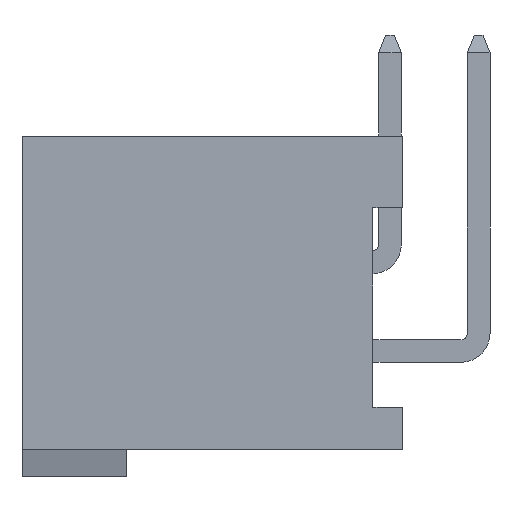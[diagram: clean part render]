
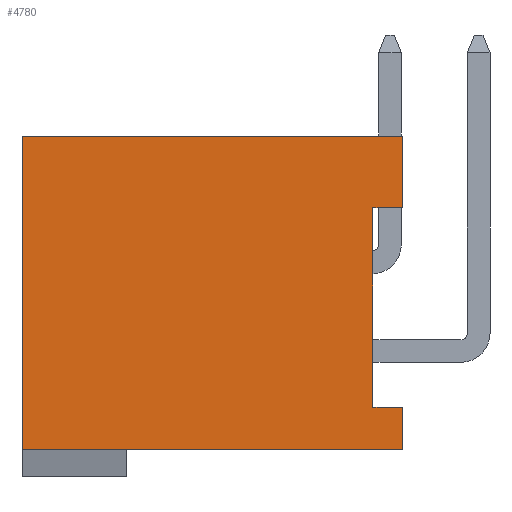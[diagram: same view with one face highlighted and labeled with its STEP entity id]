
A CAD part, left-side view. The second image highlights one B-rep face of the part: STEP entity #4780.
In plain terms, the highlighted planar face has unit normal (-1, 0, 0).
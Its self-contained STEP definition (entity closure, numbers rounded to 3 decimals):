
#100 = PLANE('',#101);
#101 = AXIS2_PLACEMENT_3D('',#102,#103,#104);
#102 = CARTESIAN_POINT('',(8.79,5.45,-4.875));
#103 = DIRECTION('',(0.,1.,0.));
#104 = DIRECTION('',(-1.,0.,0.));
#181 = PLANE('',#182);
#182 = AXIS2_PLACEMENT_3D('',#183,#184,#185);
#183 = CARTESIAN_POINT('',(-8.79,5.45,-4.1));
#184 = DIRECTION('',(0.,0.,1.));
#185 = DIRECTION('',(1.,0.,-0.));
#374 = VERTEX_POINT('',#375);
#375 = CARTESIAN_POINT('',(-8.79,5.45,-4.1));
#821 = VERTEX_POINT('',#822);
#822 = CARTESIAN_POINT('',(-8.79,5.45,4.875));
#836 = PLANE('',#837);
#837 = AXIS2_PLACEMENT_3D('',#838,#839,#840);
#838 = CARTESIAN_POINT('',(0.,0.,4.875));
#839 = DIRECTION('',(0.,0.,1.));
#840 = DIRECTION('',(1.,0.,-0.));
#848 = EDGE_CURVE('',#374,#821,#849,.T.);
#849 = SURFACE_CURVE('',#850,(#854,#861),.PCURVE_S1.);
#850 = LINE('',#851,#852);
#851 = CARTESIAN_POINT('',(-8.79,5.45,-4.1));
#852 = VECTOR('',#853,1.);
#853 = DIRECTION('',(0.,0.,1.));
#854 = PCURVE('',#100,#855);
#855 = DEFINITIONAL_REPRESENTATION('',(#856),#860);
#856 = LINE('',#857,#858);
#857 = CARTESIAN_POINT('',(17.58,0.775));
#858 = VECTOR('',#859,1.);
#859 = DIRECTION('',(0.,1.));
#860 = ( GEOMETRIC_REPRESENTATION_CONTEXT(2) 
PARAMETRIC_REPRESENTATION_CONTEXT() REPRESENTATION_CONTEXT('2D SPACE',''
  ) );
#861 = PCURVE('',#862,#867);
#862 = PLANE('',#863);
#863 = AXIS2_PLACEMENT_3D('',#864,#865,#866);
#864 = CARTESIAN_POINT('',(-8.79,5.45,-4.875));
#865 = DIRECTION('',(-1.,0.,0.));
#866 = DIRECTION('',(0.,-1.,0.));
#867 = DEFINITIONAL_REPRESENTATION('',(#868),#872);
#868 = LINE('',#869,#870);
#869 = CARTESIAN_POINT('',(0.,0.775));
#870 = VECTOR('',#871,1.);
#871 = DIRECTION('',(0.,1.));
#872 = ( GEOMETRIC_REPRESENTATION_CONTEXT(2) 
PARAMETRIC_REPRESENTATION_CONTEXT() REPRESENTATION_CONTEXT('2D SPACE',''
  ) );
#1577 = EDGE_CURVE('',#374,#1578,#1580,.T.);
#1578 = VERTEX_POINT('',#1579);
#1579 = CARTESIAN_POINT('',(-8.79,-5.45,-4.1));
#1580 = SURFACE_CURVE('',#1581,(#1585,#1592),.PCURVE_S1.);
#1581 = LINE('',#1582,#1583);
#1582 = CARTESIAN_POINT('',(-8.79,5.45,-4.1));
#1583 = VECTOR('',#1584,1.);
#1584 = DIRECTION('',(0.,-1.,0.));
#1585 = PCURVE('',#181,#1586);
#1586 = DEFINITIONAL_REPRESENTATION('',(#1587),#1591);
#1587 = LINE('',#1588,#1589);
#1588 = CARTESIAN_POINT('',(0.,0.));
#1589 = VECTOR('',#1590,1.);
#1590 = DIRECTION('',(0.,-1.));
#1591 = ( GEOMETRIC_REPRESENTATION_CONTEXT(2) 
PARAMETRIC_REPRESENTATION_CONTEXT() REPRESENTATION_CONTEXT('2D SPACE',''
  ) );
#1592 = PCURVE('',#862,#1593);
#1593 = DEFINITIONAL_REPRESENTATION('',(#1594),#1598);
#1594 = LINE('',#1595,#1596);
#1595 = CARTESIAN_POINT('',(0.,0.775));
#1596 = VECTOR('',#1597,1.);
#1597 = DIRECTION('',(1.,0.));
#1598 = ( GEOMETRIC_REPRESENTATION_CONTEXT(2) 
PARAMETRIC_REPRESENTATION_CONTEXT() REPRESENTATION_CONTEXT('2D SPACE',''
  ) );
#1616 = PLANE('',#1617);
#1617 = AXIS2_PLACEMENT_3D('',#1618,#1619,#1620);
#1618 = CARTESIAN_POINT('',(-8.79,-5.45,-4.875));
#1619 = DIRECTION('',(0.,-1.,0.));
#1620 = DIRECTION('',(1.,0.,0.));
#1856 = PLANE('',#1857);
#1857 = AXIS2_PLACEMENT_3D('',#1858,#1859,#1860);
#1858 = CARTESIAN_POINT('',(7.89,-4.6,4.875));
#1859 = DIRECTION('',(0.,1.,0.));
#1860 = DIRECTION('',(-1.,0.,0.));
#1884 = PLANE('',#1885);
#1885 = AXIS2_PLACEMENT_3D('',#1886,#1887,#1888);
#1886 = CARTESIAN_POINT('',(8.79,-4.6,2.825));
#1887 = DIRECTION('',(0.,0.,1.));
#1888 = DIRECTION('',(0.,-1.,0.));
#1912 = PLANE('',#1913);
#1913 = AXIS2_PLACEMENT_3D('',#1914,#1915,#1916);
#1914 = CARTESIAN_POINT('',(-8.79,-5.45,-4.875));
#1915 = DIRECTION('',(0.,-1.,0.));
#1916 = DIRECTION('',(1.,0.,0.));
#1989 = PLANE('',#1990);
#1990 = AXIS2_PLACEMENT_3D('',#1991,#1992,#1993);
#1991 = CARTESIAN_POINT('',(8.79,-5.45,-2.875));
#1992 = DIRECTION('',(0.,0.,-1.));
#1993 = DIRECTION('',(0.,1.,0.));
#2856 = VERTEX_POINT('',#2857);
#2857 = CARTESIAN_POINT('',(-8.79,-4.6,2.825));
#2878 = EDGE_CURVE('',#2879,#2856,#2881,.T.);
#2879 = VERTEX_POINT('',#2880);
#2880 = CARTESIAN_POINT('',(-8.79,-5.45,2.825));
#2881 = SURFACE_CURVE('',#2882,(#2886,#2893),.PCURVE_S1.);
#2882 = LINE('',#2883,#2884);
#2883 = CARTESIAN_POINT('',(-8.79,-5.45,2.825));
#2884 = VECTOR('',#2885,1.);
#2885 = DIRECTION('',(0.,1.,0.));
#2886 = PCURVE('',#1884,#2887);
#2887 = DEFINITIONAL_REPRESENTATION('',(#2888),#2892);
#2888 = LINE('',#2889,#2890);
#2889 = CARTESIAN_POINT('',(0.85,-17.58));
#2890 = VECTOR('',#2891,1.);
#2891 = DIRECTION('',(-1.,0.));
#2892 = ( GEOMETRIC_REPRESENTATION_CONTEXT(2) 
PARAMETRIC_REPRESENTATION_CONTEXT() REPRESENTATION_CONTEXT('2D SPACE',''
  ) );
#2893 = PCURVE('',#862,#2894);
#2894 = DEFINITIONAL_REPRESENTATION('',(#2895),#2899);
#2895 = LINE('',#2896,#2897);
#2896 = CARTESIAN_POINT('',(10.9,7.7));
#2897 = VECTOR('',#2898,1.);
#2898 = DIRECTION('',(-1.,0.));
#2899 = ( GEOMETRIC_REPRESENTATION_CONTEXT(2) 
PARAMETRIC_REPRESENTATION_CONTEXT() REPRESENTATION_CONTEXT('2D SPACE',''
  ) );
#3087 = VERTEX_POINT('',#3088);
#3088 = CARTESIAN_POINT('',(-8.79,-4.6,-2.875));
#3109 = EDGE_CURVE('',#3087,#2856,#3110,.T.);
#3110 = SURFACE_CURVE('',#3111,(#3115,#3122),.PCURVE_S1.);
#3111 = LINE('',#3112,#3113);
#3112 = CARTESIAN_POINT('',(-8.79,-4.6,-2.875));
#3113 = VECTOR('',#3114,1.);
#3114 = DIRECTION('',(0.,0.,1.));
#3115 = PCURVE('',#1856,#3116);
#3116 = DEFINITIONAL_REPRESENTATION('',(#3117),#3121);
#3117 = LINE('',#3118,#3119);
#3118 = CARTESIAN_POINT('',(16.68,-7.75));
#3119 = VECTOR('',#3120,1.);
#3120 = DIRECTION('',(0.,1.));
#3121 = ( GEOMETRIC_REPRESENTATION_CONTEXT(2) 
PARAMETRIC_REPRESENTATION_CONTEXT() REPRESENTATION_CONTEXT('2D SPACE',''
  ) );
#3122 = PCURVE('',#862,#3123);
#3123 = DEFINITIONAL_REPRESENTATION('',(#3124),#3128);
#3124 = LINE('',#3125,#3126);
#3125 = CARTESIAN_POINT('',(10.05,2.));
#3126 = VECTOR('',#3127,1.);
#3127 = DIRECTION('',(0.,1.));
#3128 = ( GEOMETRIC_REPRESENTATION_CONTEXT(2) 
PARAMETRIC_REPRESENTATION_CONTEXT() REPRESENTATION_CONTEXT('2D SPACE',''
  ) );
#4633 = EDGE_CURVE('',#2879,#4634,#4636,.T.);
#4634 = VERTEX_POINT('',#4635);
#4635 = CARTESIAN_POINT('',(-8.79,-5.45,4.875));
#4636 = SURFACE_CURVE('',#4637,(#4641,#4648),.PCURVE_S1.);
#4637 = LINE('',#4638,#4639);
#4638 = CARTESIAN_POINT('',(-8.79,-5.45,2.825));
#4639 = VECTOR('',#4640,1.);
#4640 = DIRECTION('',(0.,0.,1.));
#4641 = PCURVE('',#1912,#4642);
#4642 = DEFINITIONAL_REPRESENTATION('',(#4643),#4647);
#4643 = LINE('',#4644,#4645);
#4644 = CARTESIAN_POINT('',(0.,7.7));
#4645 = VECTOR('',#4646,1.);
#4646 = DIRECTION('',(0.,1.));
#4647 = ( GEOMETRIC_REPRESENTATION_CONTEXT(2) 
PARAMETRIC_REPRESENTATION_CONTEXT() REPRESENTATION_CONTEXT('2D SPACE',''
  ) );
#4648 = PCURVE('',#862,#4649);
#4649 = DEFINITIONAL_REPRESENTATION('',(#4650),#4654);
#4650 = LINE('',#4651,#4652);
#4651 = CARTESIAN_POINT('',(10.9,7.7));
#4652 = VECTOR('',#4653,1.);
#4653 = DIRECTION('',(0.,1.));
#4654 = ( GEOMETRIC_REPRESENTATION_CONTEXT(2) 
PARAMETRIC_REPRESENTATION_CONTEXT() REPRESENTATION_CONTEXT('2D SPACE',''
  ) );
#4709 = EDGE_CURVE('',#1578,#4710,#4712,.T.);
#4710 = VERTEX_POINT('',#4711);
#4711 = CARTESIAN_POINT('',(-8.79,-5.45,-2.875));
#4712 = SURFACE_CURVE('',#4713,(#4717,#4724),.PCURVE_S1.);
#4713 = LINE('',#4714,#4715);
#4714 = CARTESIAN_POINT('',(-8.79,-5.45,-4.1));
#4715 = VECTOR('',#4716,1.);
#4716 = DIRECTION('',(0.,0.,1.));
#4717 = PCURVE('',#1616,#4718);
#4718 = DEFINITIONAL_REPRESENTATION('',(#4719),#4723);
#4719 = LINE('',#4720,#4721);
#4720 = CARTESIAN_POINT('',(0.,0.775));
#4721 = VECTOR('',#4722,1.);
#4722 = DIRECTION('',(0.,1.));
#4723 = ( GEOMETRIC_REPRESENTATION_CONTEXT(2) 
PARAMETRIC_REPRESENTATION_CONTEXT() REPRESENTATION_CONTEXT('2D SPACE',''
  ) );
#4724 = PCURVE('',#862,#4725);
#4725 = DEFINITIONAL_REPRESENTATION('',(#4726),#4730);
#4726 = LINE('',#4727,#4728);
#4727 = CARTESIAN_POINT('',(10.9,0.775));
#4728 = VECTOR('',#4729,1.);
#4729 = DIRECTION('',(0.,1.));
#4730 = ( GEOMETRIC_REPRESENTATION_CONTEXT(2) 
PARAMETRIC_REPRESENTATION_CONTEXT() REPRESENTATION_CONTEXT('2D SPACE',''
  ) );
#4780 = ADVANCED_FACE('',(#4781),#862,.T.);
#4781 = FACE_BOUND('',#4782,.F.);
#4782 = EDGE_LOOP('',(#4783,#4784,#4785,#4806,#4807,#4808,#4809,#4830));
#4783 = ORIENTED_EDGE('',*,*,#1577,.F.);
#4784 = ORIENTED_EDGE('',*,*,#848,.T.);
#4785 = ORIENTED_EDGE('',*,*,#4786,.T.);
#4786 = EDGE_CURVE('',#821,#4634,#4787,.T.);
#4787 = SURFACE_CURVE('',#4788,(#4792,#4799),.PCURVE_S1.);
#4788 = LINE('',#4789,#4790);
#4789 = CARTESIAN_POINT('',(-8.79,5.45,4.875));
#4790 = VECTOR('',#4791,1.);
#4791 = DIRECTION('',(0.,-1.,0.));
#4792 = PCURVE('',#862,#4793);
#4793 = DEFINITIONAL_REPRESENTATION('',(#4794),#4798);
#4794 = LINE('',#4795,#4796);
#4795 = CARTESIAN_POINT('',(0.,9.75));
#4796 = VECTOR('',#4797,1.);
#4797 = DIRECTION('',(1.,0.));
#4798 = ( GEOMETRIC_REPRESENTATION_CONTEXT(2) 
PARAMETRIC_REPRESENTATION_CONTEXT() REPRESENTATION_CONTEXT('2D SPACE',''
  ) );
#4799 = PCURVE('',#836,#4800);
#4800 = DEFINITIONAL_REPRESENTATION('',(#4801),#4805);
#4801 = LINE('',#4802,#4803);
#4802 = CARTESIAN_POINT('',(-8.79,5.45));
#4803 = VECTOR('',#4804,1.);
#4804 = DIRECTION('',(0.,-1.));
#4805 = ( GEOMETRIC_REPRESENTATION_CONTEXT(2) 
PARAMETRIC_REPRESENTATION_CONTEXT() REPRESENTATION_CONTEXT('2D SPACE',''
  ) );
#4806 = ORIENTED_EDGE('',*,*,#4633,.F.);
#4807 = ORIENTED_EDGE('',*,*,#2878,.T.);
#4808 = ORIENTED_EDGE('',*,*,#3109,.F.);
#4809 = ORIENTED_EDGE('',*,*,#4810,.F.);
#4810 = EDGE_CURVE('',#4710,#3087,#4811,.T.);
#4811 = SURFACE_CURVE('',#4812,(#4816,#4823),.PCURVE_S1.);
#4812 = LINE('',#4813,#4814);
#4813 = CARTESIAN_POINT('',(-8.79,-5.45,-2.875));
#4814 = VECTOR('',#4815,1.);
#4815 = DIRECTION('',(0.,1.,0.));
#4816 = PCURVE('',#862,#4817);
#4817 = DEFINITIONAL_REPRESENTATION('',(#4818),#4822);
#4818 = LINE('',#4819,#4820);
#4819 = CARTESIAN_POINT('',(10.9,2.));
#4820 = VECTOR('',#4821,1.);
#4821 = DIRECTION('',(-1.,0.));
#4822 = ( GEOMETRIC_REPRESENTATION_CONTEXT(2) 
PARAMETRIC_REPRESENTATION_CONTEXT() REPRESENTATION_CONTEXT('2D SPACE',''
  ) );
#4823 = PCURVE('',#1989,#4824);
#4824 = DEFINITIONAL_REPRESENTATION('',(#4825),#4829);
#4825 = LINE('',#4826,#4827);
#4826 = CARTESIAN_POINT('',(0.,-17.58));
#4827 = VECTOR('',#4828,1.);
#4828 = DIRECTION('',(1.,0.));
#4829 = ( GEOMETRIC_REPRESENTATION_CONTEXT(2) 
PARAMETRIC_REPRESENTATION_CONTEXT() REPRESENTATION_CONTEXT('2D SPACE',''
  ) );
#4830 = ORIENTED_EDGE('',*,*,#4709,.F.);
